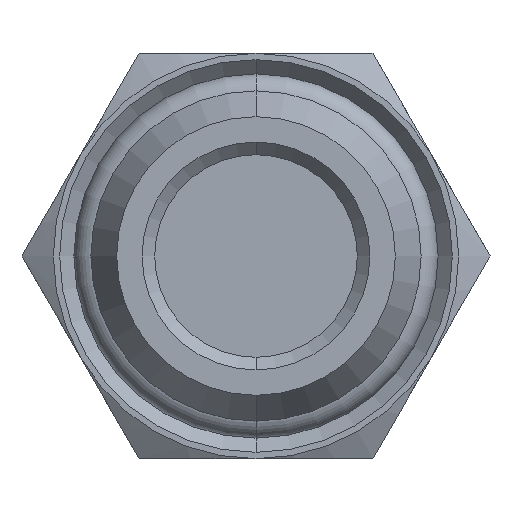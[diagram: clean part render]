
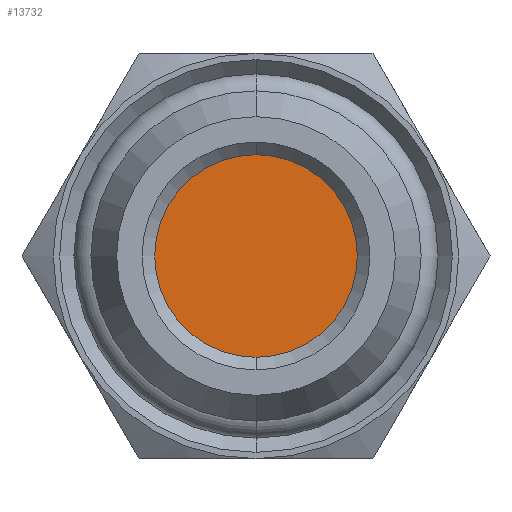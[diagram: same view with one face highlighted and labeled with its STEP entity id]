
A CAD part, front view. The second image highlights one B-rep face of the part: STEP entity #13732.
In plain terms, the highlighted planar face has unit normal (0, -1, 0).
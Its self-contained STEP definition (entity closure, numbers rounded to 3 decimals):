
#13 = VERTEX_POINT ( 'NONE', #15610 ) ;
#2197 = CARTESIAN_POINT ( 'NONE',  ( 0., 1.767, 0. ) ) ;
#2198 = DIRECTION ( 'NONE',  ( 0., 1., 0. ) ) ;
#2199 = DIRECTION ( 'NONE',  ( 0., 0., -1. ) ) ;
#2472 = CIRCLE ( 'NONE', #4203, 4. ) ;
#3419 = VERTEX_POINT ( 'NONE', #13183 ) ;
#4203 = AXIS2_PLACEMENT_3D ( 'NONE', #2197, #2198, #2199 ) ;
#4334 = ORIENTED_EDGE ( 'NONE', *, *, #19605, .F. ) ;
#4335 = ORIENTED_EDGE ( 'NONE', *, *, #15174, .F. ) ;
#4486 = EDGE_LOOP ( 'NONE', ( #4334, #4335 ) ) ;
#12785 = FACE_OUTER_BOUND ( 'NONE', #4486, .T. ) ;
#12839 = CIRCLE ( 'NONE', #16519, 4. ) ;
#12995 = PLANE ( 'NONE',  #17745 ) ;
#13003 = CARTESIAN_POINT ( 'NONE',  ( 0., 1.767, 0. ) ) ;
#13004 = DIRECTION ( 'NONE',  ( 0., -1., 0. ) ) ;
#13005 = DIRECTION ( 'NONE',  ( 0., 0., -1. ) ) ;
#13183 = CARTESIAN_POINT ( 'NONE',  ( 0., 1.767, 4. ) ) ;
#13611 = CARTESIAN_POINT ( 'NONE',  ( 0., 1.767, 0. ) ) ;
#13612 = DIRECTION ( 'NONE',  ( 0., 1., 0. ) ) ;
#13613 = DIRECTION ( 'NONE',  ( 0., 0., -1. ) ) ;
#13732 = ADVANCED_FACE ( 'NONE', ( #12785 ), #12995, .T. ) ;
#15174 = EDGE_CURVE ( 'NONE', #3419, #13, #12839, .T. ) ;
#15610 = CARTESIAN_POINT ( 'NONE',  ( 0., 1.767, -4. ) ) ;
#16519 = AXIS2_PLACEMENT_3D ( 'NONE', #13611, #13612, #13613 ) ;
#17745 = AXIS2_PLACEMENT_3D ( 'NONE', #13003, #13004, #13005 ) ;
#19605 = EDGE_CURVE ( 'NONE', #13, #3419, #2472, .T. ) ;
